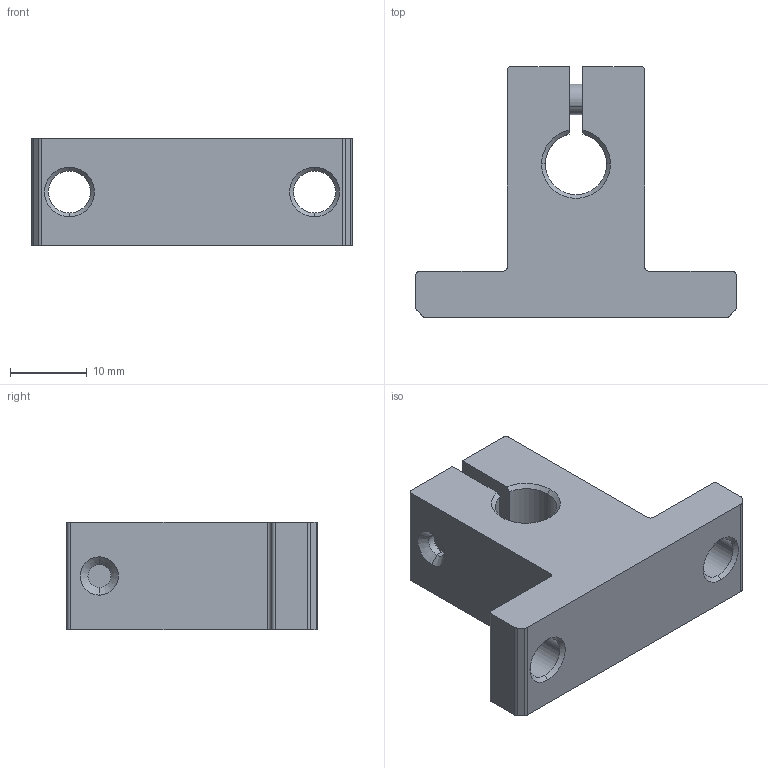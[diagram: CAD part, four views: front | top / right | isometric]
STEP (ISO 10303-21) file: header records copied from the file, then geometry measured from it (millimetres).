
FILE_DESCRIPTION (( 'STEP AP214' ), '1' );
FILE_NAME ('Ñáîðêà2.STEP', '2025-01-30T10:04:18', ( '' ), ( '' ), 'SwSTEP 2.0', 'SolidWorks 2024', '' );
FILE_SCHEMA (( 'AUTOMOTIVE_DESIGN' ));
Length unit declared in the file: millimetre
Products named in the file (4): A76 Держатель полированных валов SK6_00; Сборка2; socket head cap screw_din_DIN 912 M4 x 12 --- 12N
Assembly tree (3 placements, depth 3):
  Сборка2
    A76 Держатель полированных валов SK6_00
      A76 Держатель полированных валов SK6_00
      socket head cap screw_din_DIN 912 M4 x 12 --- 12N
Bounding box: 41.8 x 32.7 x 14 mm (x, y, z)
Volume: 8960.6 mm3; surface area: 4505.2 mm2
Topology: 2 solids, 2 shells, 83 faces, 215 edges, 135 vertices
Faces by surface type: plane 30, cylinder 27, cone 22, torus 4
Entity records: 2671 total; most frequent: DIRECTION 487, CARTESIAN_POINT 450, ORIENTED_EDGE 426, EDGE_CURVE 213, AXIS2_PLACEMENT_3D 188, VERTEX_POINT 135, LINE 111, VECTOR 111
